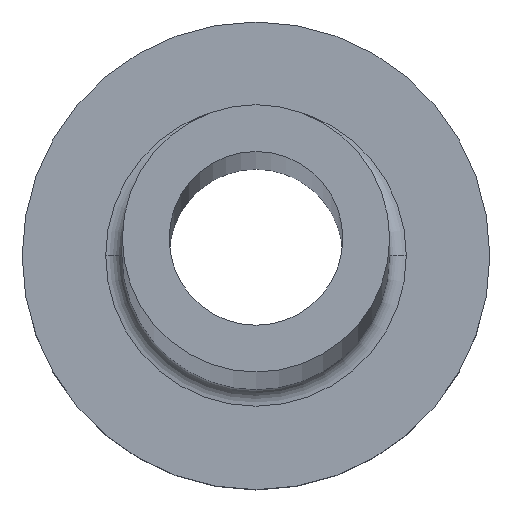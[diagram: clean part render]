
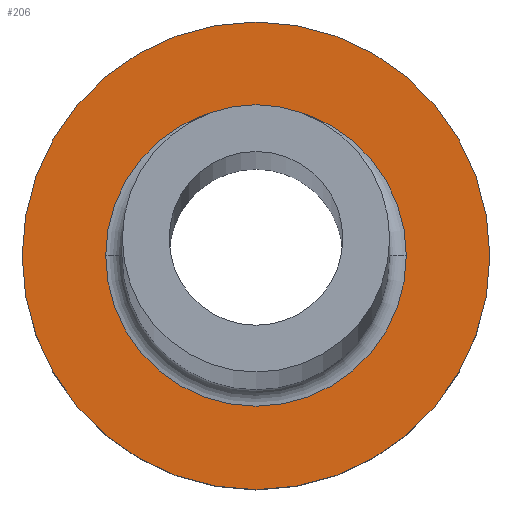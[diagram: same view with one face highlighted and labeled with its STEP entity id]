
A CAD part, top view. The second image highlights one B-rep face of the part: STEP entity #206.
In plain terms, the highlighted planar face has unit normal (0, 0, 1).
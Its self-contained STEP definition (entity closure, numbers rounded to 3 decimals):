
#1 = AXIS2_PLACEMENT_3D ( 'NONE', #347, #144, #199 ) ;
#10 = VERTEX_POINT ( 'NONE', #156 ) ;
#60 = EDGE_LOOP ( 'NONE', ( #150, #200 ) ) ;
#65 = CARTESIAN_POINT ( 'NONE',  ( 7., 0., 5. ) ) ;
#76 = CIRCLE ( 'NONE', #154, 7. ) ;
#88 = VERTEX_POINT ( 'NONE', #65 ) ;
#89 = EDGE_CURVE ( 'NONE', #362, #10, #319, .T. ) ;
#93 = EDGE_LOOP ( 'NONE', ( #294, #317 ) ) ;
#96 = CARTESIAN_POINT ( 'NONE',  ( 0., 0., 5. ) ) ;
#104 = CARTESIAN_POINT ( 'NONE',  ( 0., 0., 5. ) ) ;
#106 = DIRECTION ( 'NONE',  ( 0., 0., 1. ) ) ;
#114 = VERTEX_POINT ( 'NONE', #213 ) ;
#121 = CIRCLE ( 'NONE', #1, 7. ) ;
#122 = DIRECTION ( 'NONE',  ( 1., 0., 0. ) ) ;
#129 = CARTESIAN_POINT ( 'NONE',  ( 0., 0., 5. ) ) ;
#144 = DIRECTION ( 'NONE',  ( 0., 0., 1. ) ) ;
#150 = ORIENTED_EDGE ( 'NONE', *, *, #89, .T. ) ;
#152 = DIRECTION ( 'NONE',  ( 0., 0., -1. ) ) ;
#154 = AXIS2_PLACEMENT_3D ( 'NONE', #376, #333, #122 ) ;
#156 = CARTESIAN_POINT ( 'NONE',  ( -4.5, 0., 5. ) ) ;
#164 = DIRECTION ( 'NONE',  ( 1., 0., 0. ) ) ;
#197 = AXIS2_PLACEMENT_3D ( 'NONE', #96, #210, #164 ) ;
#199 = DIRECTION ( 'NONE',  ( 1., 0., 0. ) ) ;
#200 = ORIENTED_EDGE ( 'NONE', *, *, #287, .T. ) ;
#206 = ADVANCED_FACE ( 'NONE', ( #305, #221 ), #279, .T. ) ;
#210 = DIRECTION ( 'NONE',  ( 0., 0., -1. ) ) ;
#213 = CARTESIAN_POINT ( 'NONE',  ( -7., 0., 5. ) ) ;
#221 = FACE_OUTER_BOUND ( 'NONE', #93, .T. ) ;
#226 = AXIS2_PLACEMENT_3D ( 'NONE', #104, #106, #311 ) ;
#246 = DIRECTION ( 'NONE',  ( 1., 0., 0. ) ) ;
#261 = AXIS2_PLACEMENT_3D ( 'NONE', #129, #152, #246 ) ;
#269 = EDGE_CURVE ( 'NONE', #114, #88, #76, .T. ) ;
#273 = CARTESIAN_POINT ( 'NONE',  ( 4.5, 0., 5. ) ) ;
#278 = CIRCLE ( 'NONE', #197, 4.5 ) ;
#279 = PLANE ( 'NONE',  #226 ) ;
#287 = EDGE_CURVE ( 'NONE', #10, #362, #278, .T. ) ;
#294 = ORIENTED_EDGE ( 'NONE', *, *, #269, .T. ) ;
#305 = FACE_BOUND ( 'NONE', #60, .T. ) ;
#311 = DIRECTION ( 'NONE',  ( 1., 0., 0. ) ) ;
#317 = ORIENTED_EDGE ( 'NONE', *, *, #318, .T. ) ;
#318 = EDGE_CURVE ( 'NONE', #88, #114, #121, .T. ) ;
#319 = CIRCLE ( 'NONE', #261, 4.5 ) ;
#333 = DIRECTION ( 'NONE',  ( 0., 0., 1. ) ) ;
#347 = CARTESIAN_POINT ( 'NONE',  ( 0., 0., 5. ) ) ;
#362 = VERTEX_POINT ( 'NONE', #273 ) ;
#376 = CARTESIAN_POINT ( 'NONE',  ( 0., 0., 5. ) ) ;
